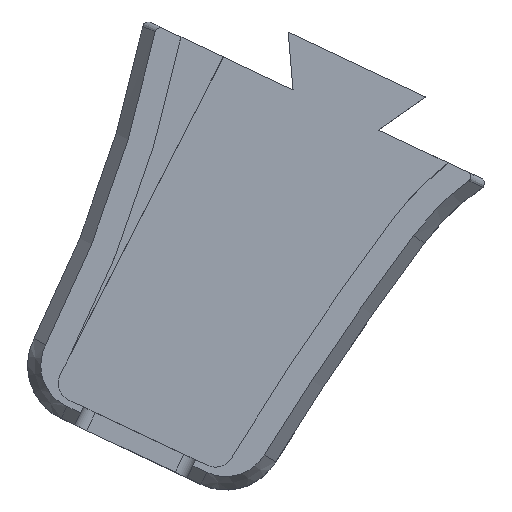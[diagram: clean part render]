
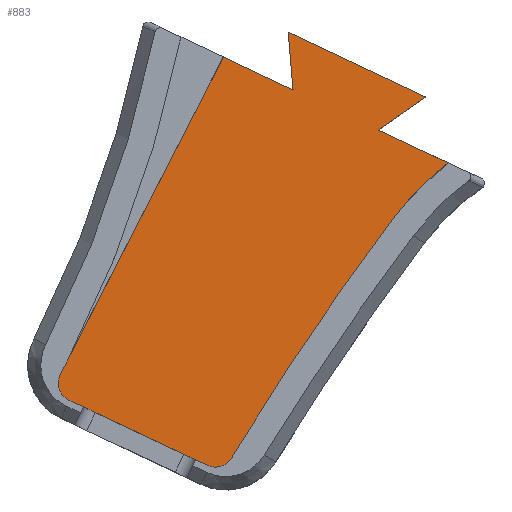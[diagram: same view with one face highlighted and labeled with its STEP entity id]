
A CAD part, top view. The second image highlights one B-rep face of the part: STEP entity #883.
In plain terms, the highlighted planar face has unit normal (0, 0, 1).
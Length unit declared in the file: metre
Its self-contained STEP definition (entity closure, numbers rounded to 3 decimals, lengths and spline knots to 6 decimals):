
#44=CIRCLE('',#951,0.21552);
#45=CIRCLE('',#954,0.001428);
#47=CIRCLE('',#958,0.001428);
#79=B_SPLINE_CURVE_WITH_KNOTS('',3,(#1413,#1414,#1415,#1416,#1417,#1418,
#1419,#1420,#1421,#1422,#1423,#1424,#1425,#1426,#1427,#1428,#1429,#1430,
#1431,#1432,#1433,#1434),.UNSPECIFIED.,.F.,.F.,(4,2,2,2,2,2,2,2,2,2,4),
(0.,0.125,0.25,0.375,0.4375,0.5,0.625,0.75,0.8125,0.875,1.),
 .UNSPECIFIED.);
#239=ORIENTED_EDGE('',*,*,#469,.T.);
#240=ORIENTED_EDGE('',*,*,#392,.T.);
#241=ORIENTED_EDGE('',*,*,#470,.T.);
#242=ORIENTED_EDGE('',*,*,#471,.T.);
#243=ORIENTED_EDGE('',*,*,#472,.T.);
#244=ORIENTED_EDGE('',*,*,#388,.T.);
#245=ORIENTED_EDGE('',*,*,#473,.T.);
#246=ORIENTED_EDGE('',*,*,#459,.T.);
#247=ORIENTED_EDGE('',*,*,#451,.T.);
#248=ORIENTED_EDGE('',*,*,#450,.T.);
#249=ORIENTED_EDGE('',*,*,#448,.T.);
#250=ORIENTED_EDGE('',*,*,#445,.T.);
#251=ORIENTED_EDGE('',*,*,#456,.T.);
#388=EDGE_CURVE('',#524,#523,#605,.T.);
#392=EDGE_CURVE('',#528,#527,#609,.T.);
#445=EDGE_CURVE('',#568,#567,#44,.F.);
#448=EDGE_CURVE('',#569,#568,#639,.T.);
#450=EDGE_CURVE('',#570,#569,#45,.F.);
#451=EDGE_CURVE('',#571,#570,#641,.T.);
#456=EDGE_CURVE('',#567,#574,#79,.T.);
#459=EDGE_CURVE('',#575,#571,#47,.F.);
#469=EDGE_CURVE('',#574,#528,#650,.T.);
#470=EDGE_CURVE('',#527,#582,#651,.T.);
#471=EDGE_CURVE('',#582,#583,#652,.T.);
#472=EDGE_CURVE('',#583,#524,#653,.T.);
#473=EDGE_CURVE('',#523,#575,#654,.T.);
#523=VERTEX_POINT('',#1218);
#524=VERTEX_POINT('',#1220);
#527=VERTEX_POINT('',#1226);
#528=VERTEX_POINT('',#1228);
#567=VERTEX_POINT('',#1377);
#568=VERTEX_POINT('',#1379);
#569=VERTEX_POINT('',#1386);
#570=VERTEX_POINT('',#1390);
#571=VERTEX_POINT('',#1394);
#574=VERTEX_POINT('',#1412);
#575=VERTEX_POINT('',#1437);
#582=VERTEX_POINT('',#1487);
#583=VERTEX_POINT('',#1489);
#605=LINE('',#1219,#675);
#609=LINE('',#1227,#679);
#639=LINE('',#1387,#709);
#641=LINE('',#1393,#711);
#650=LINE('',#1485,#720);
#651=LINE('',#1486,#721);
#652=LINE('',#1488,#722);
#653=LINE('',#1490,#723);
#654=LINE('',#1491,#724);
#675=VECTOR('',#998,1.);
#679=VECTOR('',#1002,1.);
#709=VECTOR('',#1086,1.);
#711=VECTOR('',#1094,1.);
#720=VECTOR('',#1117,1.);
#721=VECTOR('',#1118,1.);
#722=VECTOR('',#1119,1.);
#723=VECTOR('',#1120,1.);
#724=VECTOR('',#1121,1.);
#759=EDGE_LOOP('',(#239,#240,#241,#242,#243,#244,#245,#246,#247,#248,#249,
#250,#251));
#810=FACE_BOUND('',#759,.T.);
#849=PLANE('',#962);
#883=ADVANCED_FACE('',(#810),#849,.F.);
#951=AXIS2_PLACEMENT_3D('',#1378,#1081,#1082);
#954=AXIS2_PLACEMENT_3D('',#1391,#1090,#1091);
#958=AXIS2_PLACEMENT_3D('',#1440,#1103,#1104);
#962=AXIS2_PLACEMENT_3D('',#1484,#1115,#1116);
#998=DIRECTION('',(-0.905,0.426,0.));
#1002=DIRECTION('',(-0.905,0.426,0.));
#1081=DIRECTION('',(0.,0.,1.));
#1082=DIRECTION('',(0.,-1.,0.));
#1086=DIRECTION('',(0.523,0.853,0.));
#1090=DIRECTION('',(0.,0.,-1.));
#1091=DIRECTION('',(0.,1.,0.));
#1094=DIRECTION('',(0.905,-0.426,0.));
#1103=DIRECTION('',(0.,0.,-1.));
#1104=DIRECTION('',(0.,1.,0.));
#1115=DIRECTION('',(0.,0.,-1.));
#1116=DIRECTION('',(0.,1.,0.));
#1117=DIRECTION('',(0.761,0.649,0.));
#1118=DIRECTION('',(0.821,0.571,0.));
#1119=DIRECTION('',(-0.905,0.426,0.));
#1120=DIRECTION('',(0.084,-0.997,0.));
#1121=DIRECTION('',(-0.457,-0.89,0.));
#1218=CARTESIAN_POINT('',(-0.147547,-0.062285,0.004));
#1219=CARTESIAN_POINT('',(0.006327,-0.134725,0.004));
#1220=CARTESIAN_POINT('',(-0.14227,-0.064769,0.004));
#1226=CARTESIAN_POINT('',(-0.135801,-0.067815,0.004));
#1227=CARTESIAN_POINT('',(0.006327,-0.134725,0.004));
#1228=CARTESIAN_POINT('',(-0.130524,-0.070299,0.004));
#1377=CARTESIAN_POINT('',(-0.134734,-0.074602,0.004));
#1378=CARTESIAN_POINT('',(0.037643,-0.203966,0.004));
#1379=CARTESIAN_POINT('',(-0.146137,-0.091386,0.004));
#1386=CARTESIAN_POINT('',(-0.146926,-0.092673,0.004));
#1387=CARTESIAN_POINT('',(-0.146926,-0.092673,0.004));
#1390=CARTESIAN_POINT('',(-0.148751,-0.093218,0.004));
#1391=CARTESIAN_POINT('',(-0.148143,-0.091926,0.004));
#1393=CARTESIAN_POINT('',(-0.159239,-0.088281,0.004));
#1394=CARTESIAN_POINT('',(-0.159239,-0.088281,0.004));
#1412=CARTESIAN_POINT('',(-0.131417,-0.071061,0.004));
#1413=CARTESIAN_POINT('',(-0.134734,-0.074602,0.004));
#1414=CARTESIAN_POINT('',(-0.134213,-0.073909,0.004));
#1415=CARTESIAN_POINT('',(-0.133659,-0.073253,0.004));
#1416=CARTESIAN_POINT('',(-0.132484,-0.072013,0.004));
#1417=CARTESIAN_POINT('',(-0.131863,-0.07143,0.004));
#1418=CARTESIAN_POINT('',(-0.130553,-0.07034,0.004));
#1419=CARTESIAN_POINT('',(-0.129862,-0.069834,0.004));
#1420=CARTESIAN_POINT('',(-0.128771,-0.069136,0.004));
#1421=CARTESIAN_POINT('',(-0.128397,-0.068913,0.004));
#1422=CARTESIAN_POINT('',(-0.127641,-0.068495,0.004));
#1423=CARTESIAN_POINT('',(-0.127258,-0.0683,0.004));
#1424=CARTESIAN_POINT('',(-0.126094,-0.067753,0.004));
#1425=CARTESIAN_POINT('',(-0.125299,-0.067443,0.004));
#1426=CARTESIAN_POINT('',(-0.12367,-0.066929,0.004));
#1427=CARTESIAN_POINT('',(-0.122835,-0.066726,0.004));
#1428=CARTESIAN_POINT('',(-0.121553,-0.066509,0.004));
#1429=CARTESIAN_POINT('',(-0.121122,-0.066451,0.004));
#1430=CARTESIAN_POINT('',(-0.120261,-0.066367,0.004));
#1431=CARTESIAN_POINT('',(-0.119831,-0.066341,0.004));
#1432=CARTESIAN_POINT('',(-0.118539,-0.066306,0.004));
#1433=CARTESIAN_POINT('',(-0.117676,-0.066342,0.004));
#1434=CARTESIAN_POINT('',(-0.116812,-0.066441,0.004));
#1437=CARTESIAN_POINT('',(-0.159901,-0.086337,0.004));
#1440=CARTESIAN_POINT('',(-0.158631,-0.086989,0.004));
#1484=CARTESIAN_POINT('',(0.,-0.148164,0.004));
#1485=CARTESIAN_POINT('',(-0.112347,-0.054782,0.004));
#1486=CARTESIAN_POINT('',(-0.132198,-0.065311,0.004));
#1487=CARTESIAN_POINT('',(-0.132198,-0.065311,0.004));
#1488=CARTESIAN_POINT('',(-0.142637,-0.060397,0.004));
#1489=CARTESIAN_POINT('',(-0.142637,-0.060397,0.004));
#1490=CARTESIAN_POINT('',(-0.14227,-0.064769,0.004));
#1491=CARTESIAN_POINT('',(-0.159215,-0.085002,0.004));
